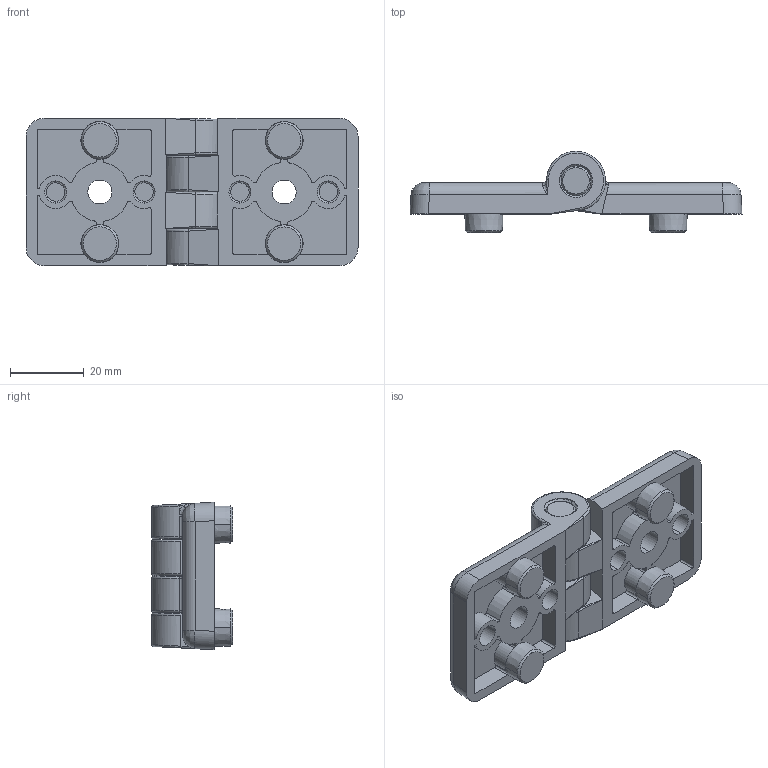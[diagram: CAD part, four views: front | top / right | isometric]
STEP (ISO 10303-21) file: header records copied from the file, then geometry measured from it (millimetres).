
FILE_DESCRIPTION (( 'STEP AP214' ), '1' );
FILE_NAME ('095ks4545f10.STEP', '2014-09-01T07:48:18', ( '' ), ( '' ), 'SwSTEP 2.0', 'SolidWorks 2014', '' );
FILE_SCHEMA (( 'AUTOMOTIVE_DESIGN' ));
Length unit declared in the file: inch
Products named in the file (1): 095ks4545f10
Bounding box: 90.1 x 22 x 40.01 mm (x, y, z)
Volume: 26307.8 mm3; surface area: 17461.5 mm2
Topology: 7 solids, 7 shells, 446 faces, 1162 edges, 749 vertices
Faces by surface type: cylinder 231, plane 91, bspline 80, cone 44
Entity records: 23239 total; most frequent: CARTESIAN_POINT 6648, ORIENTED_EDGE 2320, DIRECTION 2199, EDGE_CURVE 1160, AXIS2_PLACEMENT_3D 882, VERTEX_POINT 749, CIRCLE 515, EDGE_LOOP 479
